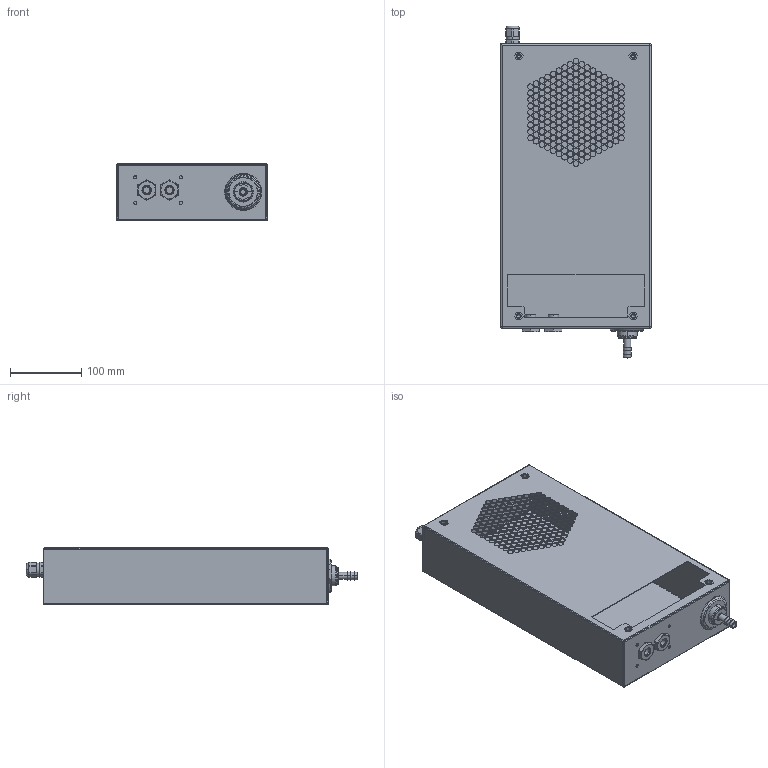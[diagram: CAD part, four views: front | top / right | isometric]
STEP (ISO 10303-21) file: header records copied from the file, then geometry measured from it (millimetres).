
FILE_DESCRIPTION((''),'2;1');
FILE_NAME('RK2114A400-DUMMY_ASM','2019-05-29T13:56:53',('alexcam'),(''),'CREO PARAMETRIC BY PTC INC, 2018500','CREO PARAMETRIC BY PTC INC, 2018500','');
FILE_SCHEMA(('CONFIG_CONTROL_DESIGN'));
Length unit declared in the file: millimetre
Products named in the file (7): RK2114A400-DUMMY; POPNUT_M6_HEX_CLOSED; CABLE_GLAND_M16; G1_4_TO_10MM_REDUCER_REDESIGN; DRAIN_BUSH; 10MM_WATER_DRAIN_FITTING; RK2114A400-DUMMY_ASM
Assembly tree (10 placements, depth 2):
  RK2114A400-DUMMY_ASM
    RK2114A400-DUMMY
    POPNUT_M6_HEX_CLOSED  x4
    CABLE_GLAND_M16
    G1_4_TO_10MM_REDUCER_REDESIGN  x2
    DRAIN_BUSH
    10MM_WATER_DRAIN_FITTING
Bounding box: 212 x 466.8 x 80.8 mm (x, y, z)
Volume: 267360.7 mm3; surface area: 509845.4 mm2
Topology: 10 solids, 14 shells, 919 faces, 2456 edges, 1584 vertices
Faces by surface type: cylinder 540, plane 255, cone 68, torus 30, bspline 20, sphere 6
Entity records: 28330 total; most frequent: CARTESIAN_POINT 6576, DIRECTION 4758, ORIENTED_EDGE 4268, EDGE_CURVE 2136, AXIS2_PLACEMENT_3D 1929, VERTEX_POINT 1389, EDGE_LOOP 1263, CIRCLE 1146
